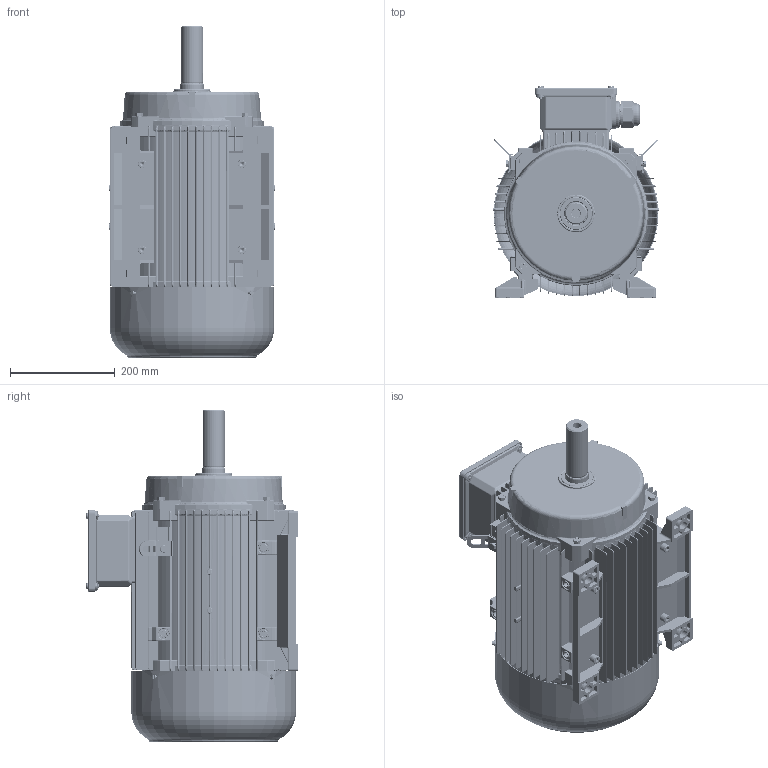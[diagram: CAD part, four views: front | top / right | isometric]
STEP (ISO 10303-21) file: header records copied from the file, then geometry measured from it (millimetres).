
FILE_DESCRIPTION(/* description */ (''),/* implementation_level */ '2;1');
FILE_NAME(/* name */ 'JL3-160L-B3.stp',/* time_stamp */ '2017-09-21T08:58:18+08:00',/* author */ (''),/* organization */ (''),/* preprocessor_version */ 'ST-DEVELOPER v16',/* originating_system */ 'SIEMENS PLM Software NX 10.0',/* authorisation */ '');
FILE_SCHEMA (('CONFIG_CONTROL_DESIGN'));
Length unit declared in the file: millimetre
Products named in the file (1): JL3-160L-B3
Bounding box: 316 x 402.7 x 633 mm (x, y, z)
Volume: 7143495.4 mm3; surface area: 2763496.5 mm2
Topology: 67 solids, 67 shells, 8550 faces, 22154 edges, 14005 vertices
Faces by surface type: plane 3943, cylinder 2113, bspline 1229, torus 763, cone 252, sphere 250
Full cylindrical faces by diameter (mm): 4.48 x5, 5 x7, 5.3 x5, 5.35 x4, 6 x4, 7.188 x8, 8 x11, 8.58 x2, 9.1 x8, 10 x9, 12.1 x2, 14.785 x2, 16 x5, 18 x2, 27.5 x1, 32.5 x3, 37.5 x5, 38.2 x1, 38.75 x6, 40 x7, 41.25 x6, 43.125 x1, 45 x3, 52 x1, 53.125 x1, 62 x3, 65 x1, 66 x1, 235 x1, 260 x1
Entity records: 315835 total; most frequent: CARTESIAN_POINT 120220, ORIENTED_EDGE 43526, DIRECTION 35956, EDGE_CURVE 21763, VERTEX_POINT 13865, LINE 12030, VECTOR 12030, AXIS2_PLACEMENT_3D 11963
